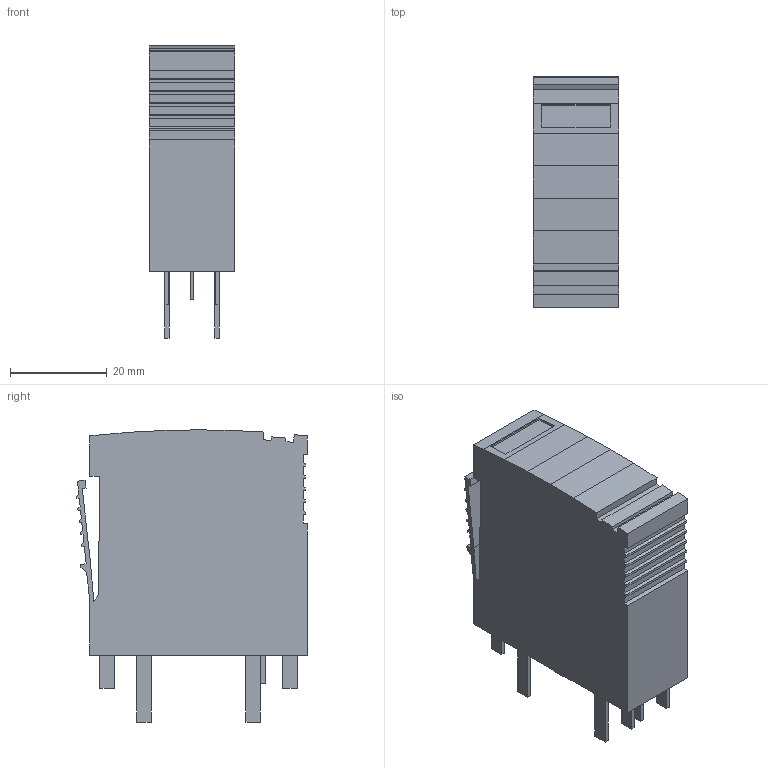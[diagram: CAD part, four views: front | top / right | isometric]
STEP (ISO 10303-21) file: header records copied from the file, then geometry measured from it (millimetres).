
FILE_DESCRIPTION(('Creo Elements/Direct Modeling STEP Export'),'2;1');
FILE_NAME('model.stp','2020-06-02T14:03:05',(''),(''),'Creo Elements/Direct Modeling STEP processor for AP214 (Solid Model)','Creo Elements/Direct Modeling 20.1A 29-Sep-2018 (C) Parametric Technology GmbH','');
FILE_SCHEMA(('AUTOMOTIVE_DESIGN { 1 0 10303 214 1 1 1 1 }'));
Length unit declared in the file: millimetre
Products named in the file (2): PT_IQ_5_HF...P-select
Assembly tree (1 placements, depth 2):
  PT_IQ_5_HF...P-select
    PT_IQ_5_HF...P-select
Bounding box: 17.7 x 47.71 x 60.43 mm (x, y, z)
Volume: 35186.9 mm3; surface area: 9840.5 mm2
Topology: 1 solids, 1 shells, 174 faces, 474 edges, 316 vertices
Faces by surface type: plane 168, cylinder 6
Entity records: 6789 total; most frequent: CARTESIAN_POINT 958, ORIENTED_EDGE 948, DIRECTION 824, EDGE_CURVE 474, VECTOR 460, LINE 460, VERTEX_POINT 316, EDGE_LOOP 188
